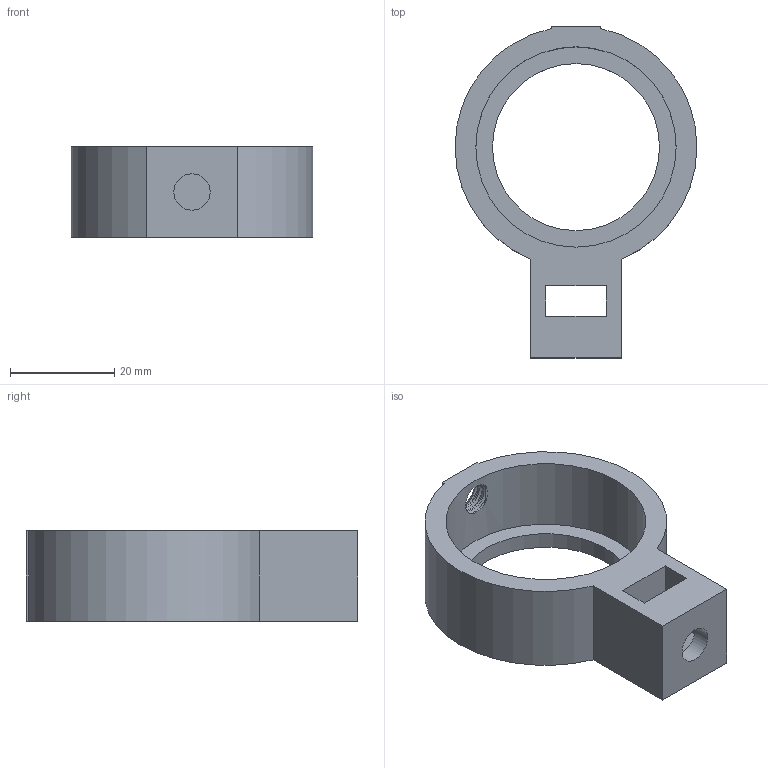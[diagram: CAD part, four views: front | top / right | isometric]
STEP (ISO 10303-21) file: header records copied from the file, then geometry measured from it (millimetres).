
FILE_DESCRIPTION(/* description */ (''),/* implementation_level */ '2;1');
FILE_NAME(/* name */ '(I)1.5-in_Mount.step',/* time_stamp */ '2021-05-14T07:47:34-05:00',/* author */ (''),/* organization */ (''),/* preprocessor_version */ 'ST-DEVELOPER v18.1',/* originating_system */ 'Autodesk Translation Framework v10.6.0.1341',/* authorisation */ '');
FILE_SCHEMA (('AUTOMOTIVE_DESIGN { 1 0 10303 214 3 1 1 }'));
Length unit declared in the file: millimetre
Products named in the file (1): (I)1.5-in_Mount
Bounding box: 46.5 x 63.77 x 17.4 mm (x, y, z)
Volume: 13873.2 mm3; surface area: 8348.1 mm2
Topology: 1 solids, 1 shells, 36 faces, 100 edges, 67 vertices
Faces by surface type: plane 20, cylinder 12, bspline 3, cone 1
Full cylindrical faces by diameter (mm): 5.518 x1, 6.55 x2, 6.985 x1, 32.1 x1, 38.5 x1
Entity records: 3367 total; most frequent: CARTESIAN_POINT 2424, ORIENTED_EDGE 200, DIRECTION 160, EDGE_CURVE 100, VERTEX_POINT 67, LINE 60, VECTOR 60, AXIS2_PLACEMENT_3D 50
